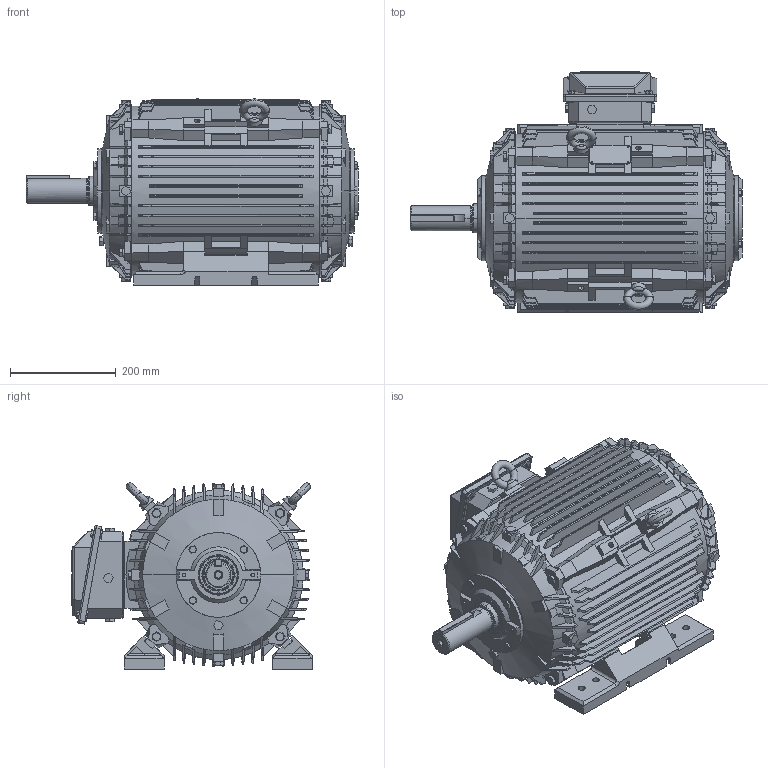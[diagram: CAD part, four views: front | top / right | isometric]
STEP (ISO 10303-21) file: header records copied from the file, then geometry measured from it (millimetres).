
FILE_DESCRIPTION (( 'STEP AP203' ), '1' );
FILE_NAME ('TFCR 286T 外形图F1-三电压-TEAO.STEP', '2024-08-22T06:11:25', ( '' ), ( '' ), 'SwSTEP 2.0', 'SolidWorks 2016', '' );
FILE_SCHEMA (( 'CONFIG_CONTROL_DESIGN' ));
Length unit declared in the file: millimetre
Products named in the file (26): hexagon head bolts-full thread gb_GB_FASTENER_BOLT_STBAB A M8X60-N; 286T 转子-冷却塔-TEAO; 蚐猾55-75-8; 呿蹋齬阨概; 10; 250-280T諉盄碟釱菜; TC 180 粣創囀裔; M8-12; TFCR 286T 外形图F1-三电压-TEAO; 280T す瑩; 8; 250-280T 装配体-冷却塔; TC 180葆德端盖加工-冷却塔-不带油孔; NEMA 286T 菁褐; M8-65; TC 180L B5儂釱; 新NEMA250T接线盒座A-冷却塔; M10-35; 陔NEMA250T諉盄碟裔A; 286T转轴-冷却塔-TEAO; TC 180 粣創俋裔DE; NEMA 250-280諉盄碟裔菜; 裂遠M12; TC 180 粣創俋裔-TEAO; 6311; hexagon head bolts-full thread gb_GB_FASTENER_BOLT_STBAB A M10X35-N
Assembly tree (64 placements, depth 3):
  TFCR 286T 外形图F1-三电压-TEAO
    TC 180L B5儂釱
    NEMA 286T 菁褐  x2
    TC 180 粣創俋裔-TEAO
    TC 180 粣創囀裔  x2
    286T 转子-冷却塔-TEAO
      286T转轴-冷却塔-TEAO
      6311  x2
    TC 180 粣創俋裔DE
    蚐猾55-75-8
    M8-65  x4
    M10-35  x4
    8  x4
    10  x4
    裂遠M12  x2
    280T す瑩
    250-280T 装配体-冷却塔
      新NEMA250T接线盒座A-冷却塔
      陔NEMA250T諉盄碟裔A
      NEMA 250-280諉盄碟裔菜
      M8-12  x4
      呿蹋齬阨概  x4
    250-280T諉盄碟釱菜
    TC 180葆德端盖加工-冷却塔-不带油孔  x2
    呿蹋齬阨概  x10
    hexagon head bolts-full thread gb_GB_FASTENER_BOLT_STBAB A M8X60-N  x4
    hexagon head bolts-full thread gb_GB_FASTENER_BOLT_STBAB A M10X35-N  x4
Bounding box: 627.15 x 454.44 x 351.68 mm (x, y, z)
Volume: 10962524.9 mm3; surface area: 2738303.4 mm2
Topology: 62 solids, 62 shells, 4071 faces, 11096 edges, 7196 vertices
Faces by surface type: plane 2078, cylinder 984, cone 593, torus 208, bspline 150, sphere 58
Entity records: 106951 total; most frequent: CARTESIAN_POINT 35711, ORIENTED_EDGE 14834, DIRECTION 12921, EDGE_CURVE 7417, VERTEX_POINT 4827, AXIS2_PLACEMENT_3D 4487, VECTOR 3947, LINE 3947
